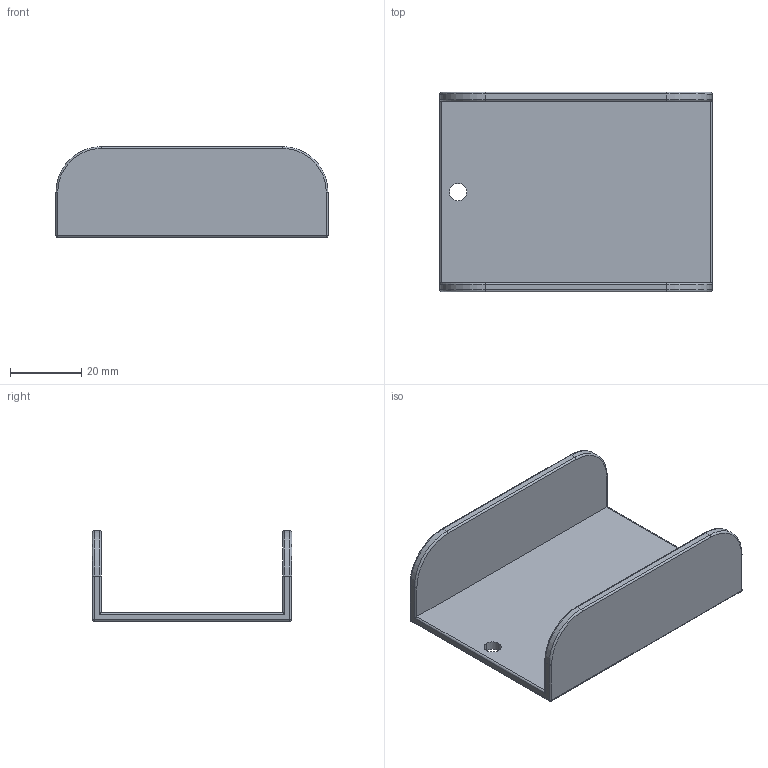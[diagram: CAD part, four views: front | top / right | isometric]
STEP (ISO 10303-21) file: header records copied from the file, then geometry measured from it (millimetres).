
FILE_DESCRIPTION((''),'2;1');
FILE_NAME('HOLDER_07_1','2025-12-14T18:26:25',('zadro'),(''),'CREO PARAMETRIC BY PTC INC, 2025102','CREO PARAMETRIC BY PTC INC, 2025102','');
FILE_SCHEMA(('CONFIG_CONTROL_DESIGN'));
Length unit declared in the file: inch
Products named in the file (1): HOLDER_07_1
Bounding box: 76.2 x 55.88 x 25.4 mm (x, y, z)
Volume: 19221 mm3; surface area: 15877.7 mm2
Topology: 1 solids, 1 shells, 46 faces, 100 edges, 56 vertices
Faces by surface type: cylinder 24, plane 10, torus 8, sphere 4
Entity records: 1300 total; most frequent: DIRECTION 236, CARTESIAN_POINT 230, ORIENTED_EDGE 200, EDGE_CURVE 100, AXIS2_PLACEMENT_3D 94, VERTEX_POINT 56, VECTOR 48, LINE 48
